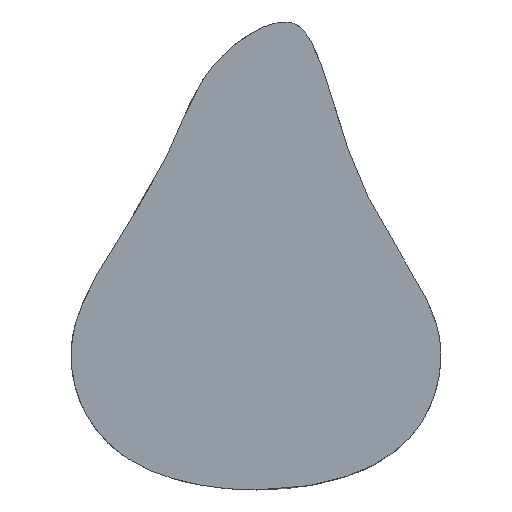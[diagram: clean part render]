
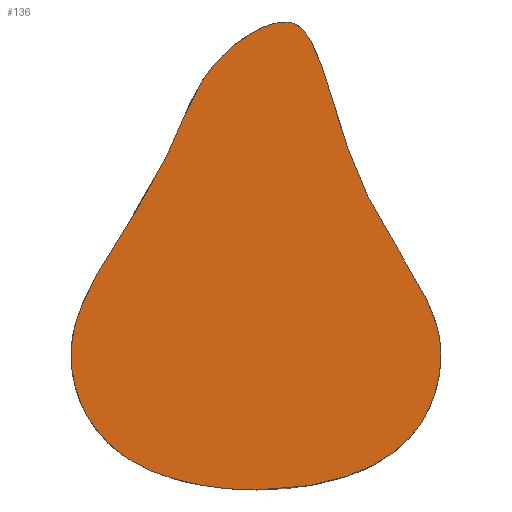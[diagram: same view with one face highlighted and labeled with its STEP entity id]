
A CAD part, top view. The second image highlights one B-rep face of the part: STEP entity #136.
In plain terms, the highlighted planar face has unit normal (0, 0, 1).
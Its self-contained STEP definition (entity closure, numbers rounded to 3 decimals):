
#16=PLANE('',#140);
#24=FACE_OUTER_BOUND('',#32,.T.);
#32=EDGE_LOOP('',(#117,#118,#119,#120,#121,#122));
#45=B_SPLINE_CURVE_WITH_KNOTS('',3,(#188,#189,#190,#191,#192,#193,#194,
#195,#196,#197,#198,#199,#200,#201,#202,#203),.UNSPECIFIED.,.F.,.F.,(4,
3,3,3,3,4),(1.544,1.904,2.151,2.414,
2.938,2.982),.UNSPECIFIED.);
#47=B_SPLINE_CURVE_WITH_KNOTS('',3,(#281,#282,#283,#284,#285,#286,#287,
#288,#289,#290,#291,#292,#293,#294,#295,#296,#297,#298,#299,#300,#301,#302,
#303,#304,#305,#306,#307,#308),.UNSPECIFIED.,.F.,.F.,(4,3,3,3,3,3,3,3,3,
4),(0.,0.564,0.855,1.033,
1.195,1.329,1.408,1.492,1.639,
1.73),.UNSPECIFIED.);
#49=B_SPLINE_CURVE_WITH_KNOTS('',3,(#348,#349,#350,#351),.UNSPECIFIED.,
 .F.,.F.,(4,4),(7.768,8.06),.UNSPECIFIED.);
#51=B_SPLINE_CURVE_WITH_KNOTS('',3,(#397,#398,#399,#400,#401,#402,#403,
#404,#405,#406,#407,#408,#409,#410,#411,#412,#413,#414,#415),
 .UNSPECIFIED.,.F.,.F.,(4,3,3,3,3,3,4),(0.,0.609,0.954,
1.255,1.566,1.862,2.635),
 .UNSPECIFIED.);
#53=B_SPLINE_CURVE_WITH_KNOTS('',3,(#446,#447,#448,#449),.UNSPECIFIED.,
 .F.,.F.,(4,4),(0.307,0.559),.UNSPECIFIED.);
#55=B_SPLINE_CURVE_WITH_KNOTS('',3,(#482,#483,#484,#485,#486,#487,#488,
#489,#490,#491,#492,#493,#494),.UNSPECIFIED.,.F.,.F.,(4,3,3,3,4),(0.,
0.653,0.951,1.12,1.306),
 .UNSPECIFIED.);
#57=VERTEX_POINT('',#186);
#58=VERTEX_POINT('',#187);
#61=VERTEX_POINT('',#280);
#63=VERTEX_POINT('',#347);
#65=VERTEX_POINT('',#396);
#67=VERTEX_POINT('',#445);
#69=EDGE_CURVE('',#57,#58,#45,.T.);
#73=EDGE_CURVE('',#58,#61,#47,.T.);
#76=EDGE_CURVE('',#61,#63,#49,.T.);
#79=EDGE_CURVE('',#63,#65,#51,.T.);
#82=EDGE_CURVE('',#65,#67,#53,.T.);
#85=EDGE_CURVE('',#67,#57,#55,.T.);
#117=ORIENTED_EDGE('',*,*,#85,.T.);
#118=ORIENTED_EDGE('',*,*,#69,.T.);
#119=ORIENTED_EDGE('',*,*,#73,.T.);
#120=ORIENTED_EDGE('',*,*,#76,.T.);
#121=ORIENTED_EDGE('',*,*,#79,.T.);
#122=ORIENTED_EDGE('',*,*,#82,.T.);
#136=ADVANCED_FACE('',(#24),#16,.F.);
#140=AXIS2_PLACEMENT_3D('',#509,#151,#152);
#151=DIRECTION('center_axis',(0.,0.,-1.));
#152=DIRECTION('ref_axis',(1.,0.,0.));
#186=CARTESIAN_POINT('',(10.386,23.533,3.7));
#187=CARTESIAN_POINT('',(5.617,17.171,3.7));
#188=CARTESIAN_POINT('Ctrl Pts',(10.386,23.533,3.7));
#189=CARTESIAN_POINT('Ctrl Pts',(9.501,23.162,3.7));
#190=CARTESIAN_POINT('Ctrl Pts',(8.64,22.458,3.7));
#191=CARTESIAN_POINT('Ctrl Pts',(8.078,21.826,3.7));
#192=CARTESIAN_POINT('Ctrl Pts',(7.691,21.391,3.7));
#193=CARTESIAN_POINT('Ctrl Pts',(7.419,20.978,3.7));
#194=CARTESIAN_POINT('Ctrl Pts',(7.225,20.647,3.7));
#195=CARTESIAN_POINT('Ctrl Pts',(7.019,20.295,3.7));
#196=CARTESIAN_POINT('Ctrl Pts',(6.861,19.972,3.7));
#197=CARTESIAN_POINT('Ctrl Pts',(6.698,19.612,3.7));
#198=CARTESIAN_POINT('Ctrl Pts',(6.374,18.895,3.7));
#199=CARTESIAN_POINT('Ctrl Pts',(6.063,18.106,3.7));
#200=CARTESIAN_POINT('Ctrl Pts',(5.708,17.359,3.7));
#201=CARTESIAN_POINT('Ctrl Pts',(5.678,17.297,3.7));
#202=CARTESIAN_POINT('Ctrl Pts',(5.647,17.234,3.7));
#203=CARTESIAN_POINT('Ctrl Pts',(5.617,17.171,3.7));
#280=CARTESIAN_POINT('',(8.639,1.057,3.7));
#281=CARTESIAN_POINT('Ctrl Pts',(5.617,17.171,3.7));
#282=CARTESIAN_POINT('Ctrl Pts',(4.774,15.444,3.7));
#283=CARTESIAN_POINT('Ctrl Pts',(3.841,14.094,3.7));
#284=CARTESIAN_POINT('Ctrl Pts',(2.983,12.707,3.7));
#285=CARTESIAN_POINT('Ctrl Pts',(2.54,11.988,3.7));
#286=CARTESIAN_POINT('Ctrl Pts',(2.114,11.26,3.7));
#287=CARTESIAN_POINT('Ctrl Pts',(1.786,10.573,3.7));
#288=CARTESIAN_POINT('Ctrl Pts',(1.586,10.155,3.7));
#289=CARTESIAN_POINT('Ctrl Pts',(1.419,9.746,3.7));
#290=CARTESIAN_POINT('Ctrl Pts',(1.291,9.344,3.7));
#291=CARTESIAN_POINT('Ctrl Pts',(1.175,8.977,3.7));
#292=CARTESIAN_POINT('Ctrl Pts',(1.09,8.664,3.7));
#293=CARTESIAN_POINT('Ctrl Pts',(1.034,8.152,3.7));
#294=CARTESIAN_POINT('Ctrl Pts',(0.988,7.728,3.7));
#295=CARTESIAN_POINT('Ctrl Pts',(0.981,7.193,3.7));
#296=CARTESIAN_POINT('Ctrl Pts',(1.087,6.564,3.7));
#297=CARTESIAN_POINT('Ctrl Pts',(1.151,6.191,3.7));
#298=CARTESIAN_POINT('Ctrl Pts',(1.265,5.701,3.7));
#299=CARTESIAN_POINT('Ctrl Pts',(1.506,5.141,3.7));
#300=CARTESIAN_POINT('Ctrl Pts',(1.762,4.547,3.7));
#301=CARTESIAN_POINT('Ctrl Pts',(2.185,3.891,3.7));
#302=CARTESIAN_POINT('Ctrl Pts',(2.703,3.374,3.7));
#303=CARTESIAN_POINT('Ctrl Pts',(3.604,2.474,3.7));
#304=CARTESIAN_POINT('Ctrl Pts',(4.829,1.864,3.7));
#305=CARTESIAN_POINT('Ctrl Pts',(6.132,1.498,3.7));
#306=CARTESIAN_POINT('Ctrl Pts',(6.941,1.27,3.7));
#307=CARTESIAN_POINT('Ctrl Pts',(7.797,1.128,3.7));
#308=CARTESIAN_POINT('Ctrl Pts',(8.639,1.057,3.7));
#347=CARTESIAN_POINT('',(10.,1.,3.7));
#348=CARTESIAN_POINT('Ctrl Pts',(8.639,1.057,3.7));
#349=CARTESIAN_POINT('Ctrl Pts',(9.094,1.018,3.7));
#350=CARTESIAN_POINT('Ctrl Pts',(9.546,1.,3.7));
#351=CARTESIAN_POINT('Ctrl Pts',(10.,1.,3.7));
#396=CARTESIAN_POINT('',(15.469,15.239,3.7));
#397=CARTESIAN_POINT('Ctrl Pts',(10.,1.,3.7));
#398=CARTESIAN_POINT('Ctrl Pts',(11.969,1.,3.7));
#399=CARTESIAN_POINT('Ctrl Pts',(14.221,1.351,3.7));
#400=CARTESIAN_POINT('Ctrl Pts',(15.958,2.343,3.7));
#401=CARTESIAN_POINT('Ctrl Pts',(16.942,2.905,3.7));
#402=CARTESIAN_POINT('Ctrl Pts',(17.76,3.694,3.7));
#403=CARTESIAN_POINT('Ctrl Pts',(18.28,4.667,3.7));
#404=CARTESIAN_POINT('Ctrl Pts',(18.734,5.518,3.7));
#405=CARTESIAN_POINT('Ctrl Pts',(18.949,6.482,3.7));
#406=CARTESIAN_POINT('Ctrl Pts',(18.99,7.25,3.7));
#407=CARTESIAN_POINT('Ctrl Pts',(19.032,8.042,3.7));
#408=CARTESIAN_POINT('Ctrl Pts',(18.909,8.662,3.7));
#409=CARTESIAN_POINT('Ctrl Pts',(18.748,9.172,3.7));
#410=CARTESIAN_POINT('Ctrl Pts',(18.593,9.66,3.7));
#411=CARTESIAN_POINT('Ctrl Pts',(18.375,10.135,3.7));
#412=CARTESIAN_POINT('Ctrl Pts',(18.108,10.635,3.7));
#413=CARTESIAN_POINT('Ctrl Pts',(17.41,11.936,3.7));
#414=CARTESIAN_POINT('Ctrl Pts',(16.401,13.328,3.7));
#415=CARTESIAN_POINT('Ctrl Pts',(15.469,15.239,3.7));
#445=CARTESIAN_POINT('',(14.488,17.577,3.7));
#446=CARTESIAN_POINT('Ctrl Pts',(15.469,15.239,3.7));
#447=CARTESIAN_POINT('Ctrl Pts',(15.099,15.998,3.7));
#448=CARTESIAN_POINT('Ctrl Pts',(14.773,16.781,3.7));
#449=CARTESIAN_POINT('Ctrl Pts',(14.488,17.577,3.7));
#482=CARTESIAN_POINT('Ctrl Pts',(14.488,17.577,3.7));
#483=CARTESIAN_POINT('Ctrl Pts',(13.741,19.666,3.7));
#484=CARTESIAN_POINT('Ctrl Pts',(13.345,21.549,3.7));
#485=CARTESIAN_POINT('Ctrl Pts',(12.751,22.688,3.7));
#486=CARTESIAN_POINT('Ctrl Pts',(12.481,23.207,3.7));
#487=CARTESIAN_POINT('Ctrl Pts',(12.198,23.512,3.7));
#488=CARTESIAN_POINT('Ctrl Pts',(11.952,23.646,3.7));
#489=CARTESIAN_POINT('Ctrl Pts',(11.812,23.723,3.7));
#490=CARTESIAN_POINT('Ctrl Pts',(11.691,23.773,3.7));
#491=CARTESIAN_POINT('Ctrl Pts',(11.419,23.775,3.7));
#492=CARTESIAN_POINT('Ctrl Pts',(11.122,23.777,3.7));
#493=CARTESIAN_POINT('Ctrl Pts',(10.732,23.677,3.7));
#494=CARTESIAN_POINT('Ctrl Pts',(10.386,23.533,3.7));
#509=CARTESIAN_POINT('Origin',(10.007,12.388,3.7));
